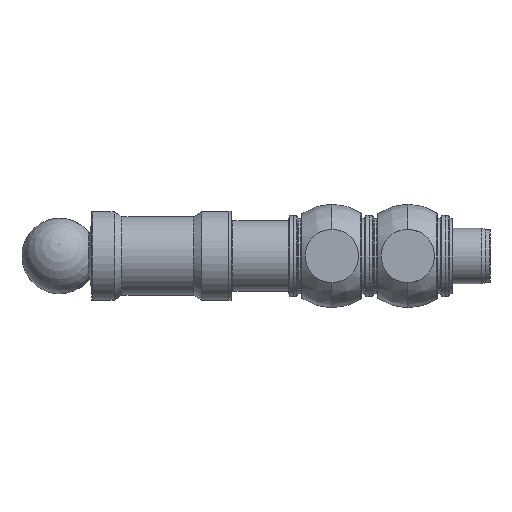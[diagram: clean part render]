
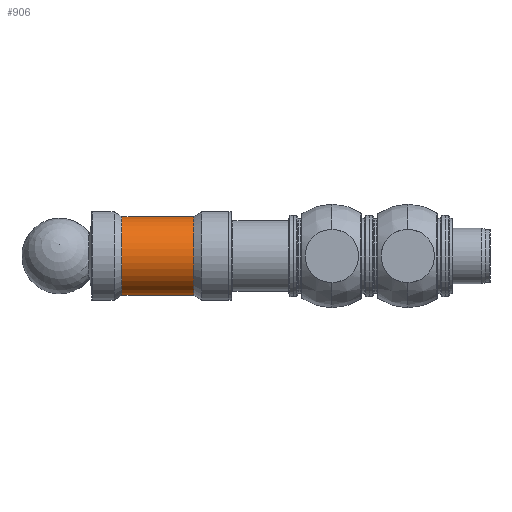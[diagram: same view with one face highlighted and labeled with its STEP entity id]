
A CAD part, left-side view. The second image highlights one B-rep face of the part: STEP entity #906.
In plain terms, the highlighted cylindrical face has radius 75 mm (diameter 150 mm), a full revolution.
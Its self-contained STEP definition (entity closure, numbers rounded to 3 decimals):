
#218=FACE_BOUND('',#403,.T.);
#295=FACE_OUTER_BOUND('',#402,.T.);
#402=EDGE_LOOP('',(#787));
#403=EDGE_LOOP('',(#788));
#500=CIRCLE('',#1031,75.);
#501=CIRCLE('',#1033,75.);
#573=VERTEX_POINT('',#1907);
#574=VERTEX_POINT('',#1910);
#653=EDGE_CURVE('',#573,#573,#500,.T.);
#654=EDGE_CURVE('',#574,#574,#501,.T.);
#787=ORIENTED_EDGE('',*,*,#654,.F.);
#788=ORIENTED_EDGE('',*,*,#653,.T.);
#852=CYLINDRICAL_SURFACE('',#1032,75.);
#906=ADVANCED_FACE('',(#295,#218),#852,.T.);
#1031=AXIS2_PLACEMENT_3D('',#1908,#1294,#1295);
#1032=AXIS2_PLACEMENT_3D('',#1909,#1296,#1297);
#1033=AXIS2_PLACEMENT_3D('',#1911,#1298,#1299);
#1294=DIRECTION('center_axis',(0.,1.,0.));
#1295=DIRECTION('ref_axis',(-1.,0.,0.));
#1296=DIRECTION('center_axis',(0.,1.,0.));
#1297=DIRECTION('ref_axis',(-1.,0.,0.));
#1298=DIRECTION('center_axis',(0.,1.,0.));
#1299=DIRECTION('ref_axis',(-1.,0.,0.));
#1907=CARTESIAN_POINT('',(-75.,67.,0.));
#1908=CARTESIAN_POINT('Origin',(0.,67.,0.));
#1909=CARTESIAN_POINT('Origin',(0.,135.5,0.));
#1910=CARTESIAN_POINT('',(-75.,204.,0.));
#1911=CARTESIAN_POINT('Origin',(0.,204.,0.));
